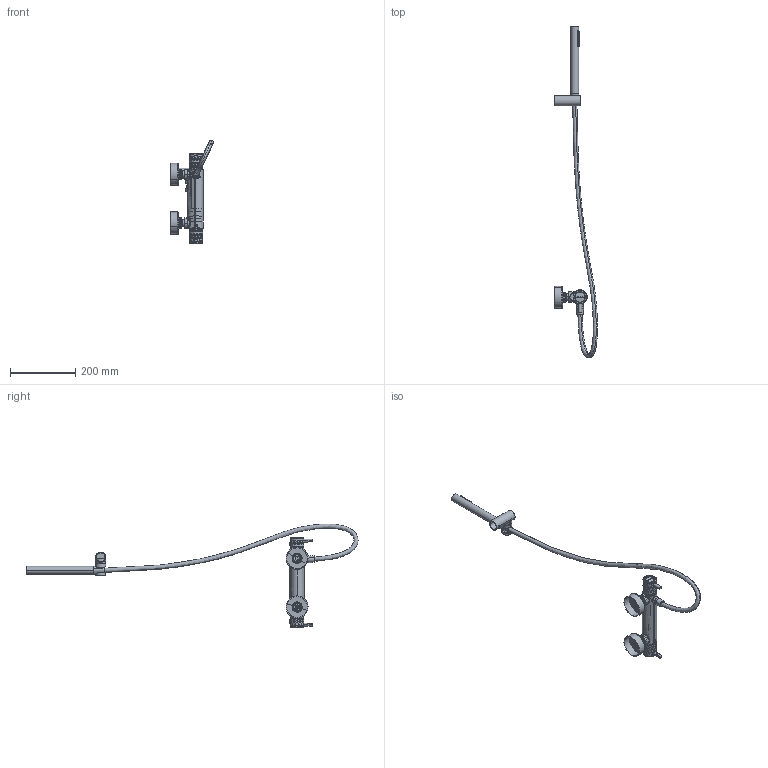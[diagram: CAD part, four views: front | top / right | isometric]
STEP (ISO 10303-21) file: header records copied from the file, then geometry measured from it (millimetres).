
FILE_DESCRIPTION (( 'STEP AP203' ), '1' );
FILE_NAME ('59DP07714.STEP', '2026-02-17T09:54:22', ( '' ), ( '' ), 'SwSTEP 2.0', 'SolidWorks 2025', '' );
FILE_SCHEMA (( 'CONFIG_CONTROL_DESIGN' ));
Products named in the file (1): 59DP07714
Bounding box: 131.27 x 1014.61 x 317.35 mm (x, y, z)
Surface area: 253152.4 mm2 (no closed solid volume)
Topology: 0 solids, 25 shells, 1839 faces, 4588 edges, 2923 vertices
Faces by surface type: cylinder 672, bspline 402, plane 383, cone 354, torus 16, sphere 12
Entity records: 105994 total; most frequent: CARTESIAN_POINT 67200, ORIENTED_EDGE 9112, DIRECTION 6262, EDGE_CURVE 4558, VERTEX_POINT 2923, AXIS2_PLACEMENT_3D 2498, EDGE_LOOP 2059, B_SPLINE_CURVE_WITH_KNOTS 2023
